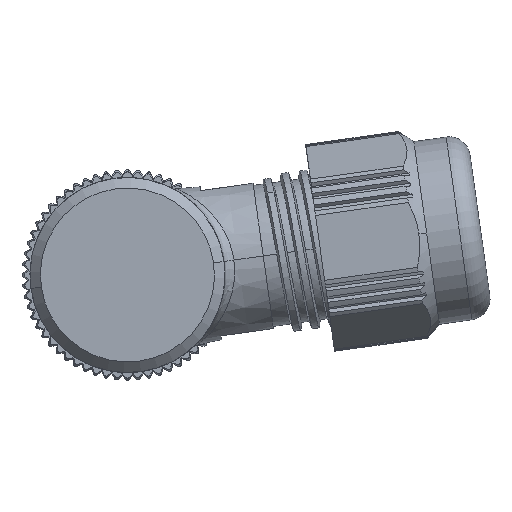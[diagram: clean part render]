
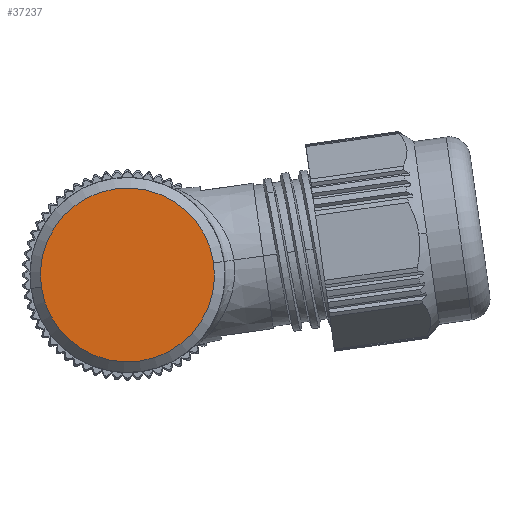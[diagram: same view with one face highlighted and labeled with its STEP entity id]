
A CAD part, front view. The second image highlights one B-rep face of the part: STEP entity #37237.
In plain terms, the highlighted planar face has unit normal (0, -1, 0).
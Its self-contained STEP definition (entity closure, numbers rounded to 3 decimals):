
#6985=CARTESIAN_POINT('',(0.,-33.85,0.));
#6986=DIRECTION('',(0.,1.,0.));
#6987=DIRECTION('',(-0.99,0.,-0.139));
#6988=AXIS2_PLACEMENT_3D('',#6985,#6986,#6987);
#6990=CARTESIAN_POINT('',(0.,-33.85,0.));
#6991=DIRECTION('',(0.,1.,0.));
#6992=DIRECTION('',(-0.139,0.,0.99));
#6993=AXIS2_PLACEMENT_3D('',#6990,#6991,#6992);
#6995=CARTESIAN_POINT('',(0.,-33.85,0.));
#6996=DIRECTION('',(0.,1.,0.));
#6997=DIRECTION('',(0.99,0.,0.139));
#6998=AXIS2_PLACEMENT_3D('',#6995,#6996,#6997);
#7000=CARTESIAN_POINT('',(0.,-33.85,0.));
#7001=DIRECTION('',(0.,1.,0.));
#7002=DIRECTION('',(0.139,0.,-0.99));
#7003=AXIS2_PLACEMENT_3D('',#7000,#7001,#7002);
#22751=CARTESIAN_POINT('',(1.148,-33.85,-8.17));
#22752=CARTESIAN_POINT('',(-8.17,-33.85,-1.148));
#22753=VERTEX_POINT('',#22751);
#22754=VERTEX_POINT('',#22752);
#22755=CARTESIAN_POINT('',(8.17,-33.85,1.148));
#22756=VERTEX_POINT('',#22755);
#22757=CARTESIAN_POINT('',(-1.148,-33.85,8.17));
#22758=VERTEX_POINT('',#22757);
#37224=CARTESIAN_POINT('',(0.,-33.85,0.));
#37225=DIRECTION('',(0.,-1.,0.));
#37226=DIRECTION('',(-0.99,0.,-0.139));
#37227=AXIS2_PLACEMENT_3D('',#37224,#37225,#37226);
#37228=PLANE('',#37227);
#37229=ORIENTED_EDGE('',*,*,#37213,.T.);
#37230=ORIENTED_EDGE('',*,*,#37211,.T.);
#37232=ORIENTED_EDGE('',*,*,#37231,.T.);
#37234=ORIENTED_EDGE('',*,*,#37233,.T.);
#37235=EDGE_LOOP('',(#37229,#37230,#37232,#37234));
#37236=FACE_OUTER_BOUND('',#37235,.F.);
#37237=ADVANCED_FACE('',(#37236),#37228,.T.);
#6989=CIRCLE('',#6988,8.25);
#6994=CIRCLE('',#6993,8.25);
#6999=CIRCLE('',#6998,8.25);
#7004=CIRCLE('',#7003,8.25);
#37211=EDGE_CURVE('',#22758,#22756,#6994,.T.);
#37213=EDGE_CURVE('',#22754,#22758,#6989,.T.);
#37231=EDGE_CURVE('',#22756,#22753,#6999,.T.);
#37233=EDGE_CURVE('',#22753,#22754,#7004,.T.);
